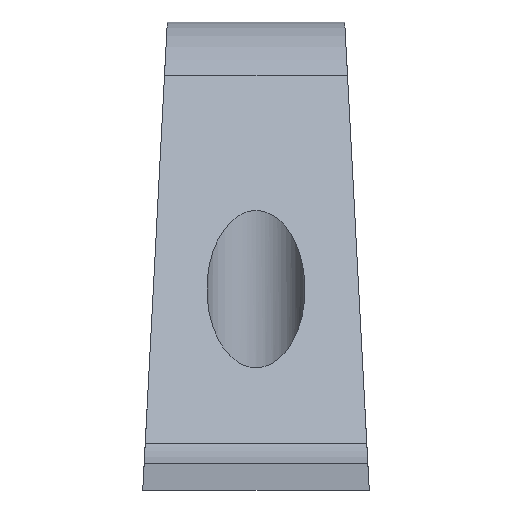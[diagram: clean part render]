
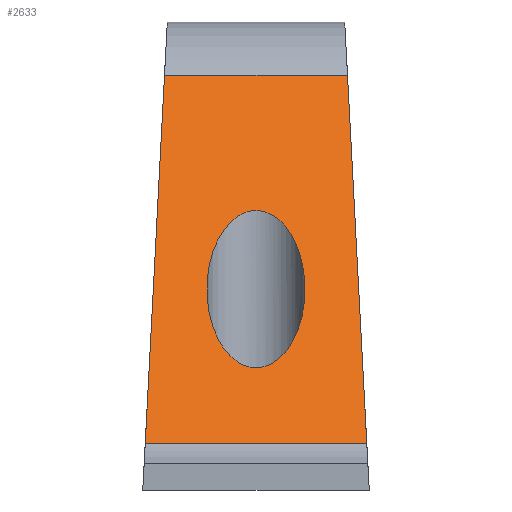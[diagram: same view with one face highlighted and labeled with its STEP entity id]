
A CAD part, left-side view. The second image highlights one B-rep face of the part: STEP entity #2633.
In plain terms, the highlighted planar face has unit normal (-0.848, 0, 0.53).
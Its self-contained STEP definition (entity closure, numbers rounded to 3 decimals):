
#44 = CYLINDRICAL_SURFACE('',#45,5.);
#45 = AXIS2_PLACEMENT_3D('',#46,#47,#48);
#46 = CARTESIAN_POINT('',(-82.,15.,3.566));
#47 = DIRECTION('',(0.,1.,0.));
#48 = DIRECTION('',(-1.,0.,0.));
#72 = PLANE('',#73);
#73 = AXIS2_PLACEMENT_3D('',#74,#75,#76);
#74 = CARTESIAN_POINT('',(0.,-13.267,
    33.066));
#75 = DIRECTION('',(0.,-0.999,
    0.052));
#76 = DIRECTION('',(0.,0.052,0.999));
#126 = PLANE('',#127);
#127 = AXIS2_PLACEMENT_3D('',#128,#129,#130);
#128 = CARTESIAN_POINT('',(0.,13.267,
    33.066));
#129 = DIRECTION('',(0.,0.999,0.052));
#130 = DIRECTION('',(0.,0.052,-0.999));
#2437 = VERTEX_POINT('',#2438);
#2438 = CARTESIAN_POINT('',(-86.24,-14.674,
    6.216));
#2467 = EDGE_CURVE('',#2468,#2437,#2470,.T.);
#2468 = VERTEX_POINT('',#2469);
#2469 = CARTESIAN_POINT('',(-86.24,14.674,
    6.216));
#2470 = SURFACE_CURVE('',#2471,(#2475,#2482),.PCURVE_S1.);
#2471 = LINE('',#2472,#2473);
#2472 = CARTESIAN_POINT('',(-86.24,15.,6.216));
#2473 = VECTOR('',#2474,1.);
#2474 = DIRECTION('',(0.,-1.,0.));
#2475 = PCURVE('',#44,#2476);
#2476 = DEFINITIONAL_REPRESENTATION('',(#2477),#2481);
#2477 = LINE('',#2478,#2479);
#2478 = CARTESIAN_POINT('',(0.559,0.));
#2479 = VECTOR('',#2480,1.);
#2480 = DIRECTION('',(0.,-1.));
#2481 = ( GEOMETRIC_REPRESENTATION_CONTEXT(2) 
PARAMETRIC_REPRESENTATION_CONTEXT() REPRESENTATION_CONTEXT('2D SPACE',''
  ) );
#2482 = PCURVE('',#2483,#2488);
#2483 = PLANE('',#2484);
#2484 = AXIS2_PLACEMENT_3D('',#2485,#2486,#2487);
#2485 = CARTESIAN_POINT('',(-55.789,15.,54.949));
#2486 = DIRECTION('',(-0.848,0.,0.53)
  );
#2487 = DIRECTION('',(0.53,0.,0.848)
  );
#2488 = DEFINITIONAL_REPRESENTATION('',(#2489),#2493);
#2489 = LINE('',#2490,#2491);
#2490 = CARTESIAN_POINT('',(-57.465,0.));
#2491 = VECTOR('',#2492,1.);
#2492 = DIRECTION('',(-0.,-1.));
#2493 = ( GEOMETRIC_REPRESENTATION_CONTEXT(2) 
PARAMETRIC_REPRESENTATION_CONTEXT() REPRESENTATION_CONTEXT('2D SPACE',''
  ) );
#2523 = EDGE_CURVE('',#2524,#2526,#2528,.T.);
#2524 = VERTEX_POINT('',#2525);
#2525 = CARTESIAN_POINT('',(-55.789,12.12,
    54.949));
#2526 = VERTEX_POINT('',#2527);
#2527 = CARTESIAN_POINT('',(-55.789,-12.12,
    54.949));
#2528 = SURFACE_CURVE('',#2529,(#2533,#2545),.PCURVE_S1.);
#2529 = LINE('',#2530,#2531);
#2530 = CARTESIAN_POINT('',(-55.789,15.,54.949));
#2531 = VECTOR('',#2532,1.);
#2532 = DIRECTION('',(0.,-1.,0.));
#2533 = PCURVE('',#2534,#2539);
#2534 = CYLINDRICAL_SURFACE('',#2535,15.);
#2535 = AXIS2_PLACEMENT_3D('',#2536,#2537,#2538);
#2536 = CARTESIAN_POINT('',(-43.068,15.,47.));
#2537 = DIRECTION('',(0.,1.,0.));
#2538 = DIRECTION('',(-1.,0.,0.));
#2539 = DEFINITIONAL_REPRESENTATION('',(#2540),#2544);
#2540 = LINE('',#2541,#2542);
#2541 = CARTESIAN_POINT('',(0.559,0.));
#2542 = VECTOR('',#2543,1.);
#2543 = DIRECTION('',(0.,-1.));
#2544 = ( GEOMETRIC_REPRESENTATION_CONTEXT(2) 
PARAMETRIC_REPRESENTATION_CONTEXT() REPRESENTATION_CONTEXT('2D SPACE',''
  ) );
#2545 = PCURVE('',#2483,#2546);
#2546 = DEFINITIONAL_REPRESENTATION('',(#2547),#2551);
#2547 = LINE('',#2548,#2549);
#2548 = CARTESIAN_POINT('',(0.,-0.));
#2549 = VECTOR('',#2550,1.);
#2550 = DIRECTION('',(-0.,-1.));
#2551 = ( GEOMETRIC_REPRESENTATION_CONTEXT(2) 
PARAMETRIC_REPRESENTATION_CONTEXT() REPRESENTATION_CONTEXT('2D SPACE',''
  ) );
#2633 = ADVANCED_FACE('',(#2634,#2680),#2483,.T.);
#2634 = FACE_BOUND('',#2635,.F.);
#2635 = EDGE_LOOP('',(#2636,#2637,#2658,#2659));
#2636 = ORIENTED_EDGE('',*,*,#2523,.T.);
#2637 = ORIENTED_EDGE('',*,*,#2638,.T.);
#2638 = EDGE_CURVE('',#2526,#2437,#2639,.T.);
#2639 = SURFACE_CURVE('',#2640,(#2644,#2651),.PCURVE_S1.);
#2640 = LINE('',#2641,#2642);
#2641 = CARTESIAN_POINT('',(-58.426,-12.341,
    50.729));
#2642 = VECTOR('',#2643,1.);
#2643 = DIRECTION('',(-0.529,-0.044,-0.847
    ));
#2644 = PCURVE('',#2483,#2645);
#2645 = DEFINITIONAL_REPRESENTATION('',(#2646),#2650);
#2646 = LINE('',#2647,#2648);
#2647 = CARTESIAN_POINT('',(-4.976,-27.341));
#2648 = VECTOR('',#2649,1.);
#2649 = DIRECTION('',(-0.999,-0.044));
#2650 = ( GEOMETRIC_REPRESENTATION_CONTEXT(2) 
PARAMETRIC_REPRESENTATION_CONTEXT() REPRESENTATION_CONTEXT('2D SPACE',''
  ) );
#2651 = PCURVE('',#72,#2652);
#2652 = DEFINITIONAL_REPRESENTATION('',(#2653),#2657);
#2653 = LINE('',#2654,#2655);
#2654 = CARTESIAN_POINT('',(17.687,58.426));
#2655 = VECTOR('',#2656,1.);
#2656 = DIRECTION('',(-0.848,0.529));
#2657 = ( GEOMETRIC_REPRESENTATION_CONTEXT(2) 
PARAMETRIC_REPRESENTATION_CONTEXT() REPRESENTATION_CONTEXT('2D SPACE',''
  ) );
#2658 = ORIENTED_EDGE('',*,*,#2467,.F.);
#2659 = ORIENTED_EDGE('',*,*,#2660,.F.);
#2660 = EDGE_CURVE('',#2524,#2468,#2661,.T.);
#2661 = SURFACE_CURVE('',#2662,(#2666,#2673),.PCURVE_S1.);
#2662 = LINE('',#2663,#2664);
#2663 = CARTESIAN_POINT('',(-58.778,12.371,
    50.164));
#2664 = VECTOR('',#2665,1.);
#2665 = DIRECTION('',(-0.529,0.044,-0.847)
  );
#2666 = PCURVE('',#2483,#2667);
#2667 = DEFINITIONAL_REPRESENTATION('',(#2668),#2672);
#2668 = LINE('',#2669,#2670);
#2669 = CARTESIAN_POINT('',(-5.642,-2.629));
#2670 = VECTOR('',#2671,1.);
#2671 = DIRECTION('',(-0.999,0.044));
#2672 = ( GEOMETRIC_REPRESENTATION_CONTEXT(2) 
PARAMETRIC_REPRESENTATION_CONTEXT() REPRESENTATION_CONTEXT('2D SPACE',''
  ) );
#2673 = PCURVE('',#126,#2674);
#2674 = DEFINITIONAL_REPRESENTATION('',(#2675),#2679);
#2675 = LINE('',#2676,#2677);
#2676 = CARTESIAN_POINT('',(-17.122,58.778));
#2677 = VECTOR('',#2678,1.);
#2678 = DIRECTION('',(0.848,0.529));
#2679 = ( GEOMETRIC_REPRESENTATION_CONTEXT(2) 
PARAMETRIC_REPRESENTATION_CONTEXT() REPRESENTATION_CONTEXT('2D SPACE',''
  ) );
#2680 = FACE_BOUND('',#2681,.F.);
#2681 = EDGE_LOOP('',(#2682));
#2682 = ORIENTED_EDGE('',*,*,#2683,.F.);
#2683 = EDGE_CURVE('',#2684,#2684,#2686,.T.);
#2684 = VERTEX_POINT('',#2685);
#2685 = CARTESIAN_POINT('',(-67.,0.,37.007));
#2686 = SURFACE_CURVE('',#2687,(#2692,#2703),.PCURVE_S1.);
#2687 = ELLIPSE('',#2688,12.266,6.5);
#2688 = AXIS2_PLACEMENT_3D('',#2689,#2690,#2691);
#2689 = CARTESIAN_POINT('',(-73.5,0.,26.605));
#2690 = DIRECTION('',(0.848,0.,-0.53
    ));
#2691 = DIRECTION('',(-0.53,0.,-0.848)
  );
#2692 = PCURVE('',#2483,#2693);
#2693 = DEFINITIONAL_REPRESENTATION('',(#2694),#2702);
#2694 = ( BOUNDED_CURVE() B_SPLINE_CURVE(2,(#2695,#2696,#2697,#2698,
#2699,#2700,#2701),.UNSPECIFIED.,.T.,.F.) B_SPLINE_CURVE_WITH_KNOTS((1,2
    ,2,2,2,1),(-2.094,0.,2.094,4.189,
6.283,8.378),.UNSPECIFIED.) CURVE() 
GEOMETRIC_REPRESENTATION_ITEM() RATIONAL_B_SPLINE_CURVE((1.,0.5,1.,0.5,
1.,0.5,1.)) REPRESENTATION_ITEM('') );
#2695 = CARTESIAN_POINT('',(-45.689,-15.));
#2696 = CARTESIAN_POINT('',(-45.689,-3.742));
#2697 = CARTESIAN_POINT('',(-27.29,-9.371));
#2698 = CARTESIAN_POINT('',(-8.891,-15.));
#2699 = CARTESIAN_POINT('',(-27.29,-20.629));
#2700 = CARTESIAN_POINT('',(-45.689,-26.258));
#2701 = CARTESIAN_POINT('',(-45.689,-15.));
#2702 = ( GEOMETRIC_REPRESENTATION_CONTEXT(2) 
PARAMETRIC_REPRESENTATION_CONTEXT() REPRESENTATION_CONTEXT('2D SPACE',''
  ) );
#2703 = PCURVE('',#2704,#2709);
#2704 = CYLINDRICAL_SURFACE('',#2705,6.5);
#2705 = AXIS2_PLACEMENT_3D('',#2706,#2707,#2708);
#2706 = CARTESIAN_POINT('',(-73.5,0.,9.));
#2707 = DIRECTION('',(0.,0.,-1.));
#2708 = DIRECTION('',(1.,0.,0.));
#2709 = DEFINITIONAL_REPRESENTATION('',(#2710),#2741);
#2710 = B_SPLINE_CURVE_WITH_KNOTS('',8,(#2711,#2712,#2713,#2714,#2715,
    #2716,#2717,#2718,#2719,#2720,#2721,#2722,#2723,#2724,#2725,#2726,
    #2727,#2728,#2729,#2730,#2731,#2732,#2733,#2734,#2735,#2736,#2737,
    #2738,#2739,#2740),.UNSPECIFIED.,.F.,.F.,(9,7,7,7,9),(3.142,
    4.712,5.89,7.658,9.425),
  .UNSPECIFIED.);
#2711 = CARTESIAN_POINT('',(0.,-28.007));
#2712 = CARTESIAN_POINT('',(0.196,-28.007));
#2713 = CARTESIAN_POINT('',(0.393,-27.548));
#2714 = CARTESIAN_POINT('',(0.589,-26.632));
#2715 = CARTESIAN_POINT('',(0.785,-25.294));
#2716 = CARTESIAN_POINT('',(0.982,-23.612));
#2717 = CARTESIAN_POINT('',(1.178,-21.689));
#2718 = CARTESIAN_POINT('',(1.374,-19.647));
#2719 = CARTESIAN_POINT('',(1.718,-16.073));
#2720 = CARTESIAN_POINT('',(1.865,-14.541));
#2721 = CARTESIAN_POINT('',(2.013,-13.06));
#2722 = CARTESIAN_POINT('',(2.16,-11.68));
#2723 = CARTESIAN_POINT('',(2.307,-10.448));
#2724 = CARTESIAN_POINT('',(2.454,-9.405));
#2725 = CARTESIAN_POINT('',(2.602,-8.58));
#2726 = CARTESIAN_POINT('',(2.97,-7.115));
#2727 = CARTESIAN_POINT('',(3.191,-6.771));
#2728 = CARTESIAN_POINT('',(3.412,-7.029));
#2729 = CARTESIAN_POINT('',(3.632,-7.898));
#2730 = CARTESIAN_POINT('',(3.853,-9.321));
#2731 = CARTESIAN_POINT('',(4.074,-11.181));
#2732 = CARTESIAN_POINT('',(4.295,-13.322));
#2733 = CARTESIAN_POINT('',(4.737,-17.829));
#2734 = CARTESIAN_POINT('',(4.958,-20.196));
#2735 = CARTESIAN_POINT('',(5.179,-22.508));
#2736 = CARTESIAN_POINT('',(5.4,-24.587));
#2737 = CARTESIAN_POINT('',(5.621,-26.266));
#2738 = CARTESIAN_POINT('',(5.841,-27.427));
#2739 = CARTESIAN_POINT('',(6.062,-28.007));
#2740 = CARTESIAN_POINT('',(6.283,-28.007));
#2741 = ( GEOMETRIC_REPRESENTATION_CONTEXT(2) 
PARAMETRIC_REPRESENTATION_CONTEXT() REPRESENTATION_CONTEXT('2D SPACE',''
  ) );
